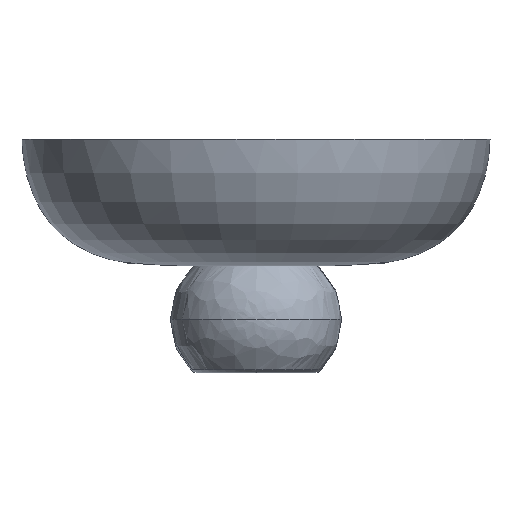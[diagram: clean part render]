
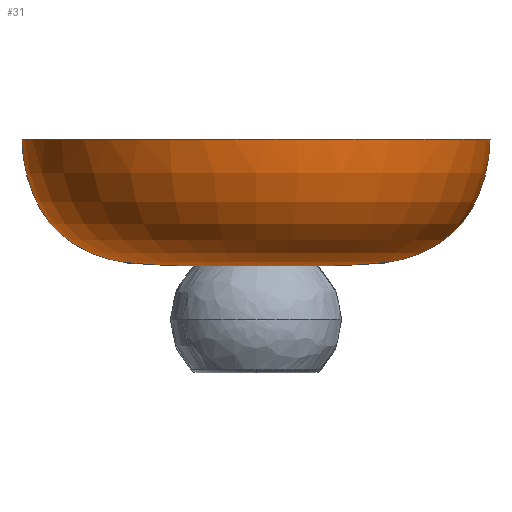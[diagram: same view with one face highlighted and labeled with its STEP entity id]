
A CAD part, front view. The second image highlights one B-rep face of the part: STEP entity #31.
In plain terms, the highlighted free-form (B-spline) face has degree [2, 3] with [5, 8] control points.
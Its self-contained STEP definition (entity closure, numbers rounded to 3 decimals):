
#31=ADVANCED_FACE('',(#47),#182,.T.);
#47=FACE_OUTER_BOUND('',#63,.T.);
#63=EDGE_LOOP('',(#102,#103,#104));
#102=ORIENTED_EDGE('',*,*,#122,.T.);
#103=ORIENTED_EDGE('',*,*,#123,.T.);
#104=ORIENTED_EDGE('',*,*,#131,.F.);
#122=EDGE_CURVE('',#166,#167,#147,.T.);
#123=EDGE_CURVE('',#167,#172,#148,.T.);
#131=EDGE_CURVE('',#166,#172,#154,.T.);
#147=(
BOUNDED_CURVE()
B_SPLINE_CURVE(3,(#1286,#1287,#1288,#1289,#1290,#1291,#1292,#1293),
 .UNSPECIFIED.,.F.,.F.)
B_SPLINE_CURVE_WITH_KNOTS((4,1,1,1,1,4),(0.,63.,126.,189.,252.,315.),
 .UNSPECIFIED.)
CURVE()
GEOMETRIC_REPRESENTATION_ITEM()
RATIONAL_B_SPLINE_CURVE((1.,1.,1.,1.,1.,1.,1.,1.))
REPRESENTATION_ITEM('')
);
#148=(
BOUNDED_CURVE()
B_SPLINE_CURVE(2,(#1294,#1295,#1296,#1297,#1298),.UNSPECIFIED.,.F.,.F.)
B_SPLINE_CURVE_WITH_KNOTS((3,2,3),(-628.319,-471.239,
-314.159),.UNSPECIFIED.)
CURVE()
GEOMETRIC_REPRESENTATION_ITEM()
RATIONAL_B_SPLINE_CURVE((1.,0.707,1.,0.707,1.))
REPRESENTATION_ITEM('')
);
#154=(
BOUNDED_CURVE()
B_SPLINE_CURVE(3,(#1410,#1411,#1412,#1413,#1414,#1415,#1416,#1417),
 .UNSPECIFIED.,.F.,.F.)
B_SPLINE_CURVE_WITH_KNOTS((4,1,1,1,1,4),(0.,63.,126.,189.,252.,315.),
 .UNSPECIFIED.)
CURVE()
GEOMETRIC_REPRESENTATION_ITEM()
RATIONAL_B_SPLINE_CURVE((1.,1.,1.,1.,1.,1.,1.,1.))
REPRESENTATION_ITEM('')
);
#166=VERTEX_POINT('',#1261);
#167=VERTEX_POINT('',#1262);
#172=VERTEX_POINT('',#1267);
#182=(
BOUNDED_SURFACE()
B_SPLINE_SURFACE(2,3,((#960,#961,#962,#963,#964,#965,#966,#967),(#968,#969,
#970,#971,#972,#973,#974,#975),(#976,#977,#978,#979,#980,#981,#982,#983),
(#984,#985,#986,#987,#988,#989,#990,#991),(#992,#993,#994,#995,#996,#997,
#998,#999)),.UNSPECIFIED.,.F.,.F.,.F.)
B_SPLINE_SURFACE_WITH_KNOTS((3,2,3),(4,1,1,1,1,4),(314.159,471.239,
628.319),(0.,63.,126.,189.,252.,315.),.UNSPECIFIED.)
GEOMETRIC_REPRESENTATION_ITEM()
RATIONAL_B_SPLINE_SURFACE(((1.,1.,1.,1.,1.,1.,1.,1.),(0.707,
0.707,0.707,0.707,0.707,
0.707,0.707,0.707),(1.,1.,1.,1.,1.,
1.,1.,1.),(0.707,0.707,0.707,0.707,
0.707,0.707,0.707,0.707),
(1.,1.,1.,1.,1.,1.,1.,1.)))
REPRESENTATION_ITEM('')
SURFACE()
);
#960=CARTESIAN_POINT('',(3032.58,-147.281,69.167));
#961=CARTESIAN_POINT('',(3002.743,-147.372,69.167));
#962=CARTESIAN_POINT('',(2986.142,-147.372,69.167));
#963=CARTESIAN_POINT('',(2943.808,-147.372,69.167));
#964=CARTESIAN_POINT('',(2909.863,-147.372,83.878));
#965=CARTESIAN_POINT('',(2890.735,-147.372,107.132));
#966=CARTESIAN_POINT('',(2882.58,-147.372,134.418));
#967=CARTESIAN_POINT('',(2882.58,-147.372,150.252));
#968=CARTESIAN_POINT('',(3032.58,-147.281,69.167));
#969=CARTESIAN_POINT('',(3002.834,-177.209,69.167));
#970=CARTESIAN_POINT('',(2986.233,-193.81,69.167));
#971=CARTESIAN_POINT('',(2943.899,-236.144,69.167));
#972=CARTESIAN_POINT('',(2909.954,-270.089,83.878));
#973=CARTESIAN_POINT('',(2890.826,-289.217,107.132));
#974=CARTESIAN_POINT('',(2882.671,-297.372,134.418));
#975=CARTESIAN_POINT('',(2882.671,-297.372,150.252));
#976=CARTESIAN_POINT('',(3032.58,-147.281,69.167));
#977=CARTESIAN_POINT('',(3032.671,-177.118,69.167));
#978=CARTESIAN_POINT('',(3032.671,-193.719,69.167));
#979=CARTESIAN_POINT('',(3032.671,-236.053,69.167));
#980=CARTESIAN_POINT('',(3032.671,-269.998,83.878));
#981=CARTESIAN_POINT('',(3032.671,-289.126,107.132));
#982=CARTESIAN_POINT('',(3032.671,-297.281,134.418));
#983=CARTESIAN_POINT('',(3032.671,-297.281,150.252));
#984=CARTESIAN_POINT('',(3032.58,-147.281,69.167));
#985=CARTESIAN_POINT('',(3062.508,-177.027,69.167));
#986=CARTESIAN_POINT('',(3079.108,-193.628,69.167));
#987=CARTESIAN_POINT('',(3121.443,-235.962,69.167));
#988=CARTESIAN_POINT('',(3155.387,-269.907,83.878));
#989=CARTESIAN_POINT('',(3174.515,-289.035,107.132));
#990=CARTESIAN_POINT('',(3182.671,-297.19,134.418));
#991=CARTESIAN_POINT('',(3182.671,-297.19,150.252));
#992=CARTESIAN_POINT('',(3032.58,-147.281,69.167));
#993=CARTESIAN_POINT('',(3062.417,-147.19,69.167));
#994=CARTESIAN_POINT('',(3079.017,-147.19,69.167));
#995=CARTESIAN_POINT('',(3121.352,-147.19,69.167));
#996=CARTESIAN_POINT('',(3155.296,-147.19,83.878));
#997=CARTESIAN_POINT('',(3174.424,-147.19,107.132));
#998=CARTESIAN_POINT('',(3182.58,-147.19,134.418));
#999=CARTESIAN_POINT('',(3182.58,-147.19,150.252));
#1261=CARTESIAN_POINT('',(3032.58,-147.281,69.167));
#1262=CARTESIAN_POINT('',(3182.58,-147.19,150.252));
#1267=CARTESIAN_POINT('',(2882.58,-147.372,150.252));
#1286=CARTESIAN_POINT('',(3032.58,-147.281,69.167));
#1287=CARTESIAN_POINT('',(3062.417,-147.19,69.167));
#1288=CARTESIAN_POINT('',(3079.017,-147.19,69.167));
#1289=CARTESIAN_POINT('',(3121.352,-147.19,69.167));
#1290=CARTESIAN_POINT('',(3155.296,-147.19,83.878));
#1291=CARTESIAN_POINT('',(3174.424,-147.19,107.132));
#1292=CARTESIAN_POINT('',(3182.58,-147.19,134.418));
#1293=CARTESIAN_POINT('',(3182.58,-147.19,150.252));
#1294=CARTESIAN_POINT('',(3182.58,-147.19,150.252));
#1295=CARTESIAN_POINT('',(3182.671,-297.19,150.252));
#1296=CARTESIAN_POINT('',(3032.671,-297.281,150.252));
#1297=CARTESIAN_POINT('',(2882.671,-297.372,150.252));
#1298=CARTESIAN_POINT('',(2882.58,-147.372,150.252));
#1410=CARTESIAN_POINT('',(3032.58,-147.281,69.167));
#1411=CARTESIAN_POINT('',(3002.743,-147.372,69.167));
#1412=CARTESIAN_POINT('',(2986.142,-147.372,69.167));
#1413=CARTESIAN_POINT('',(2943.808,-147.372,69.167));
#1414=CARTESIAN_POINT('',(2909.863,-147.372,83.878));
#1415=CARTESIAN_POINT('',(2890.735,-147.372,107.132));
#1416=CARTESIAN_POINT('',(2882.58,-147.372,134.418));
#1417=CARTESIAN_POINT('',(2882.58,-147.372,150.252));
